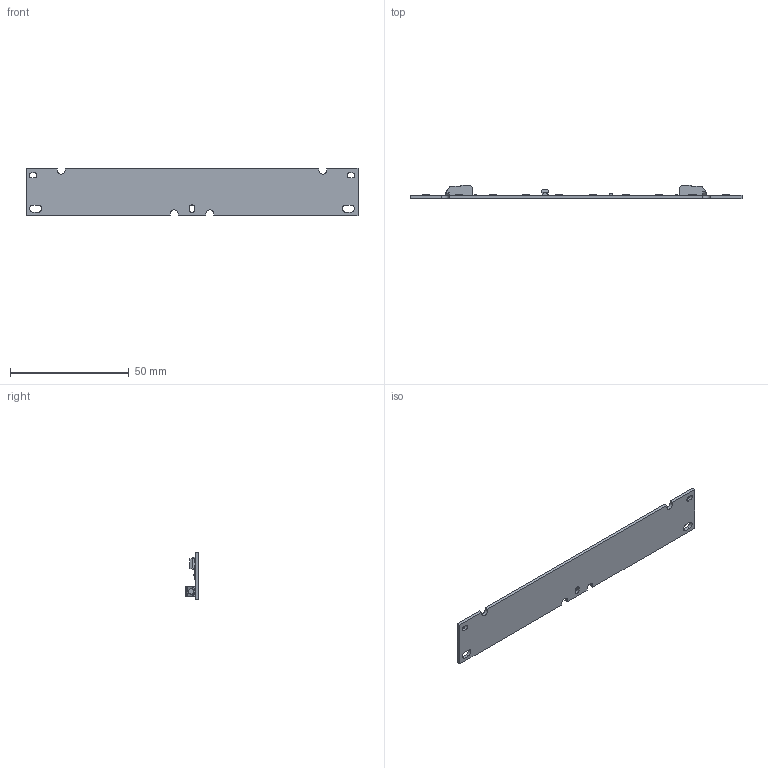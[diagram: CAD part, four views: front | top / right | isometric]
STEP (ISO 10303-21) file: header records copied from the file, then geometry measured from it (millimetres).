
FILE_DESCRIPTION (( 'STEP AP203' ), '1' );
FILE_NAME ('L14W2-10-PCB-Assembly.STEP', '2015-01-09T13:41:26', ( 'VS' ), ( '' ), 'SwSTEP 2.0', 'SolidWorks 2014', '' );
FILE_SCHEMA (( 'CONFIG_CONTROL_DESIGN' ));
Length unit declared in the file: millimetre
Products named in the file (7): Nichia Nxxx757; 2060_401; DO214AC; R1206; L14W2-10-PCB-Assembly; L14W2-10-PCB-Base; L14W2-10-PCB-LSL
Assembly tree (16 placements, depth 2):
  L14W2-10-PCB-Assembly
    L14W2-10-PCB-Base
    L14W2-10-PCB-LSL
    Nichia Nxxx757  x10
    2060_401  x2
    DO214AC
    R1206
Bounding box: 139.6 x 5.85 x 20 mm (x, y, z)
Volume: 4406.8 mm3; surface area: 7287.4 mm2
Topology: 51 solids, 51 shells, 2155 faces, 5798 edges, 3842 vertices
Faces by surface type: plane 1437, cylinder 583, bspline 135
Entity records: 50337 total; most frequent: CARTESIAN_POINT 14102, ORIENTED_EDGE 7570, DIRECTION 6917, EDGE_CURVE 3785, LINE 2689, VECTOR 2689, VERTEX_POINT 2507, AXIS2_PLACEMENT_3D 2114
